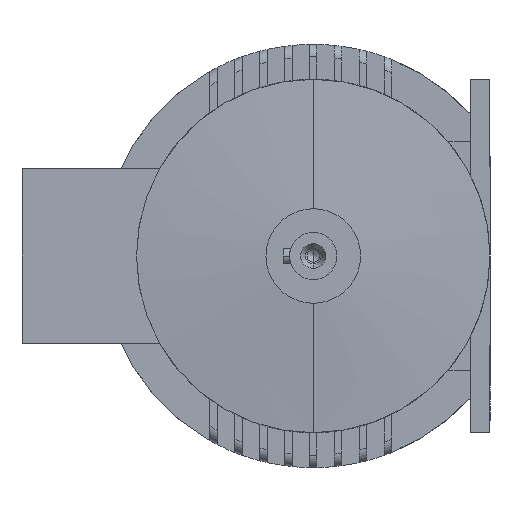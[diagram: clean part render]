
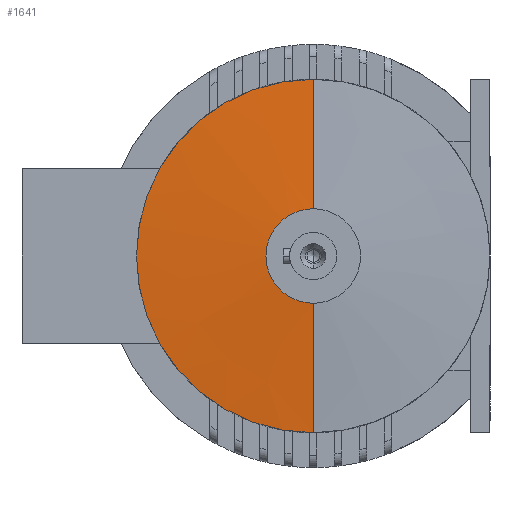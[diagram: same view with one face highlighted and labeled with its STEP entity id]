
A CAD part, left-side view. The second image highlights one B-rep face of the part: STEP entity #1641.
In plain terms, the highlighted conical face has half-angle 85.568 degrees and reference radius 71 mm.
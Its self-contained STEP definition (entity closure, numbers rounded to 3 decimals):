
#58 = CARTESIAN_POINT ( 'NONE',  ( 57.33, 0., 71. ) ) ;
#1641 = ADVANCED_FACE ( 'NONE', ( #2645 ), #2651, .T. ) ;
#1748 = EDGE_CURVE ( 'NONE', #5923, #5735, #3227, .T. ) ;
#1750 = EDGE_CURVE ( 'NONE', #5923, #5961, #3233, .T. ) ;
#1752 = EDGE_CURVE ( 'NONE', #5735, #5921, #3234, .T. ) ;
#1753 = EDGE_CURVE ( 'NONE', #5961, #5921, #3231, .T. ) ;
#2468 = ORIENTED_EDGE ( 'NONE', *, *, #1748, .T. ) ;
#2469 = ORIENTED_EDGE ( 'NONE', *, *, #1752, .T. ) ;
#2470 = ORIENTED_EDGE ( 'NONE', *, *, #1753, .F. ) ;
#2473 = ORIENTED_EDGE ( 'NONE', *, *, #1750, .F. ) ;
#2566 = EDGE_LOOP ( 'NONE', ( #2473, #2468, #2469, #2470 ) ) ;
#2645 = FACE_OUTER_BOUND ( 'NONE', #2566, .T. ) ;
#2651 = CONICAL_SURFACE ( 'NONE', #6807, 71., 1.493 ) ;
#3224 = VECTOR ( 'NONE', #4625, 1000. ) ;
#3227 = LINE ( 'NONE', #4676, #3224 ) ;
#3231 = LINE ( 'NONE', #4614, #3232 ) ;
#3232 = VECTOR ( 'NONE', #4613, 1000. ) ;
#3233 = CIRCLE ( 'NONE', #6800, 19. ) ;
#3234 = CIRCLE ( 'NONE', #6868, 71. ) ;
#3501 = CARTESIAN_POINT ( 'NONE',  ( 53.3, 0., -19. ) ) ;
#3539 = CARTESIAN_POINT ( 'NONE',  ( 53.3, 0., 19. ) ) ;
#3541 = CARTESIAN_POINT ( 'NONE',  ( 57.33, 0., -71. ) ) ;
#4613 = DIRECTION ( 'NONE',  ( 0.077, 0., -0.997 ) ) ;
#4614 = CARTESIAN_POINT ( 'NONE',  ( 57.33, 0., -71. ) ) ;
#4616 = DIRECTION ( 'NONE',  ( 0., 0., 1. ) ) ;
#4617 = DIRECTION ( 'NONE',  ( -1., 0., 0. ) ) ;
#4618 = CARTESIAN_POINT ( 'NONE',  ( 57.33, 0., 0. ) ) ;
#4621 = DIRECTION ( 'NONE',  ( 0., 0., 1. ) ) ;
#4622 = DIRECTION ( 'NONE',  ( -1., 0., 0. ) ) ;
#4623 = CARTESIAN_POINT ( 'NONE',  ( 53.3, 0., 0. ) ) ;
#4625 = DIRECTION ( 'NONE',  ( 0.077, 0., 0.997 ) ) ;
#4676 = CARTESIAN_POINT ( 'NONE',  ( 57.33, 0., 71. ) ) ;
#5046 = DIRECTION ( 'NONE',  ( 1., 0., 0. ) ) ;
#5047 = DIRECTION ( 'NONE',  ( 0., 0., -1. ) ) ;
#5050 = CARTESIAN_POINT ( 'NONE',  ( 57.33, 0., 0. ) ) ;
#5735 = VERTEX_POINT ( 'NONE', #58 ) ;
#5921 = VERTEX_POINT ( 'NONE', #3541 ) ;
#5923 = VERTEX_POINT ( 'NONE', #3539 ) ;
#5961 = VERTEX_POINT ( 'NONE', #3501 ) ;
#6800 = AXIS2_PLACEMENT_3D ( 'NONE', #4623, #4622, #4621 ) ;
#6807 = AXIS2_PLACEMENT_3D ( 'NONE', #5050, #5046, #5047 ) ;
#6868 = AXIS2_PLACEMENT_3D ( 'NONE', #4618, #4617, #4616 ) ;
